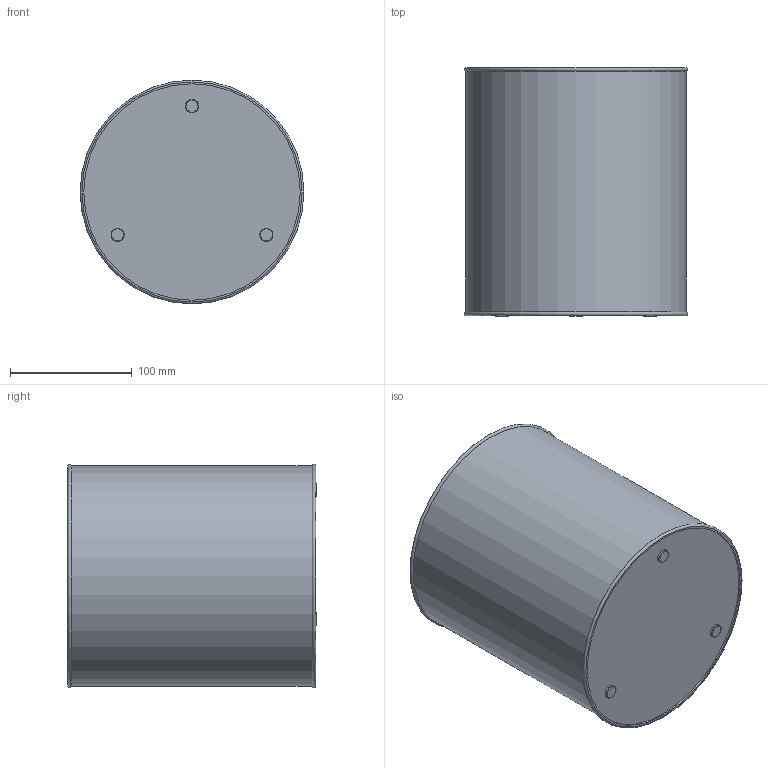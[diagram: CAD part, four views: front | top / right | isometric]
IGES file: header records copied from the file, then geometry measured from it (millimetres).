
Global section: file name: No Iges File Name specified; native system: Autodesk Inventor 2012; preprocessor: AutoDesk Inventor Iges Exporter R2012; author: sbajwa; date: 20130725.090809; units: millimetre
Bounding box: 184 x 204.5 x 184 mm (x, y, z)
Volume: 226939.8 mm3; surface area: 282608.9 mm2
Topology: 1 solids, 1 shells, 18 faces, 28 edges, 17 vertices
Faces by surface type: plane 7, torus 5, cylinder 4, revolution 2
Full cylindrical faces by diameter (mm): 11 x3, 181 x1
